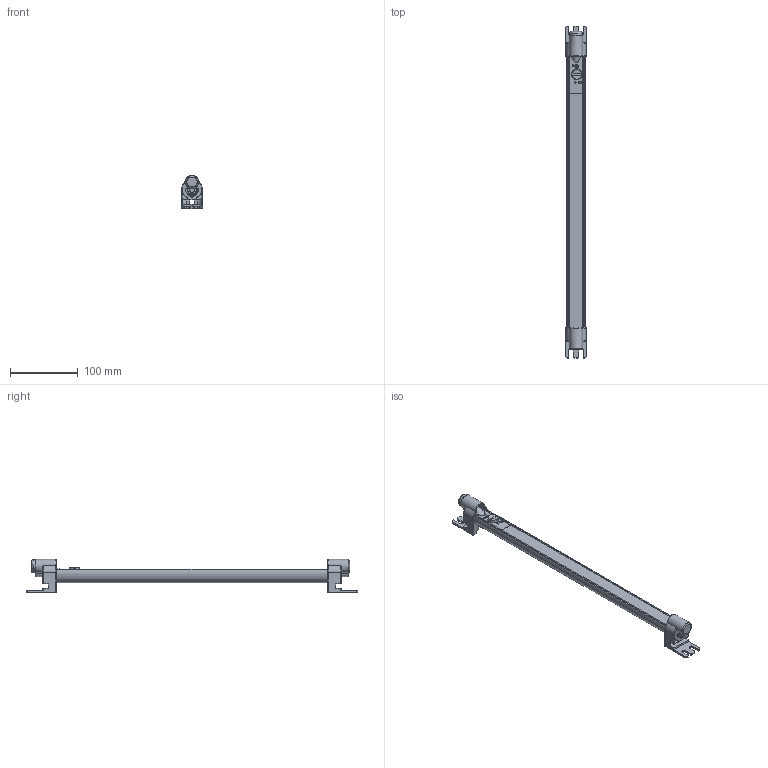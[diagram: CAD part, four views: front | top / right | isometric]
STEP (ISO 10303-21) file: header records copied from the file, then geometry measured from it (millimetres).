
FILE_DESCRIPTION(/* description */ (''),/* implementation_level */ '2;1');
FILE_NAME(/* name */ '106460_LED08-S.stp',/* time_stamp */ '2024-08-22T11:19:13+02:00',/* author */ ('CAD'),/* organization */ (''),/* preprocessor_version */ 'ST-DEVELOPER v15.6',/* originating_system */ 'Autodesk Inventor 2015',/* authorisation */ '');
FILE_SCHEMA (('AUTOMOTIVE_DESIGN { 1 0 10303 214 3 1 1 }'));
Length unit declared in the file: millimetre
Products named in the file (1): 106460_LED08-S_Shrinkwrap_1
Bounding box: 30 x 490 x 49 mm (x, y, z)
Surface area: 55197.5 mm2 (no closed solid volume)
Topology: 0 solids, 17 shells, 156 faces, 855 edges, 694 vertices
Faces by surface type: plane 77, cylinder 63, torus 13, cone 2, bspline 1
Full cylindrical faces by diameter (mm): 17.5 x2
Entity records: 9057 total; most frequent: CARTESIAN_POINT 2197, DIRECTION 1382, ORIENTED_EDGE 1196, EDGE_CURVE 849, VERTEX_POINT 691, LINE 560, VECTOR 560, AXIS2_PLACEMENT_3D 411
